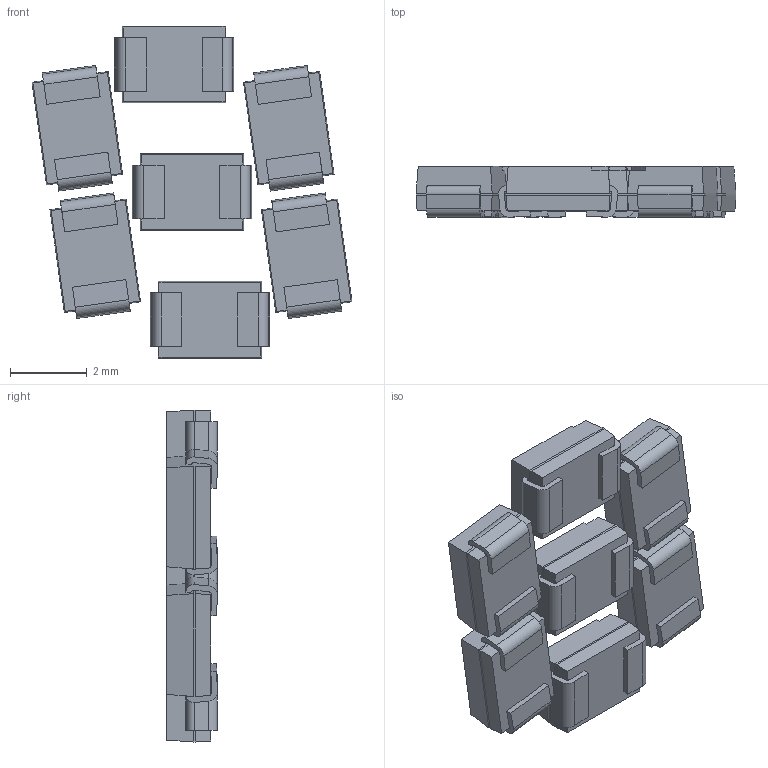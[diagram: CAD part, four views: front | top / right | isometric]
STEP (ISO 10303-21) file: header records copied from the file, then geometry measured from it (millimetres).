
FILE_DESCRIPTION(/* description */ (''),/* implementation_level */ '2;1');
FILE_NAME(/* name */ 'Heptachron_LED v5_BRIGHT_V2.step',/* time_stamp */ '2024-03-09T23:06:51+01:00',/* author */ (''),/* organization */ (''),/* preprocessor_version */ 'ST-DEVELOPER v20',/* originating_system */ 'Autodesk Translation Framework v12.20.1.177',/* authorisation */ '');
FILE_SCHEMA (('AUTOMOTIVE_DESIGN { 1 0 10303 214 3 1 1 }'));
Length unit declared in the file: millimetre
Products named in the file (2): Heptachron_LED; Cree_Green_PLCC2
Assembly tree (7 placements, depth 2):
  Heptachron_LED
    Cree_Green_PLCC2  x7
Bounding box: 8.32 x 1.32 x 8.63 mm (x, y, z)
Volume: 44.2 mm3; surface area: 212.5 mm2
Topology: 7 solids, 7 shells, 518 faces, 1344 edges, 854 vertices
Faces by surface type: plane 392, cylinder 126
Entity records: 2435 total; most frequent: CARTESIAN_POINT 400, DIRECTION 398, ORIENTED_EDGE 388, EDGE_CURVE 194, LINE 158, VECTOR 158, VERTEX_POINT 122, AXIS2_PLACEMENT_3D 120
